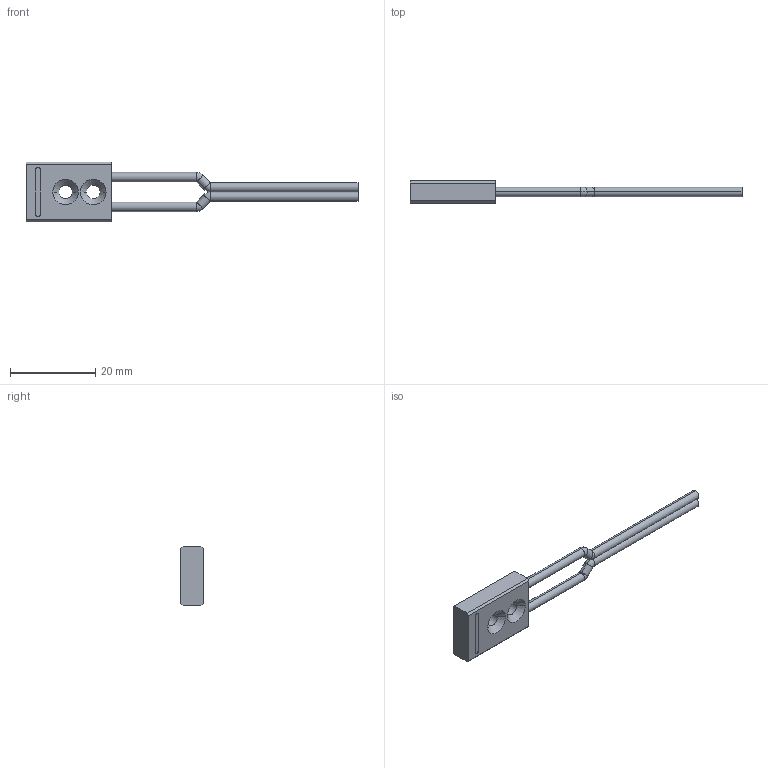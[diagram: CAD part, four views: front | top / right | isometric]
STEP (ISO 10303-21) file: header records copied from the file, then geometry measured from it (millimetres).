
FILE_DESCRIPTION((''),'2;1');
FILE_NAME('1','2020-03-14T',('Gavin'),(''),'PRO/ENGINEER BY PARAMETRIC TECHNOLOGY CORPORATION, 2009440','PRO/ENGINEER BY PARAMETRIC TECHNOLOGY CORPORATION, 2009440','');
FILE_SCHEMA(('CONFIG_CONTROL_DESIGN'));
Length unit declared in the file: millimetre
Products named in the file (1): 1
Bounding box: 78 x 5.2 x 14 mm (x, y, z)
Volume: 1782.1 mm3; surface area: 1769.1 mm2
Topology: 1 solids, 1 shells, 45 faces, 100 edges, 60 vertices
Faces by surface type: cylinder 18, plane 15, torus 8, cone 4
Entity records: 1288 total; most frequent: DIRECTION 238, CARTESIAN_POINT 205, ORIENTED_EDGE 200, EDGE_CURVE 100, AXIS2_PLACEMENT_3D 93, VERTEX_POINT 60, VECTOR 52, LINE 52
